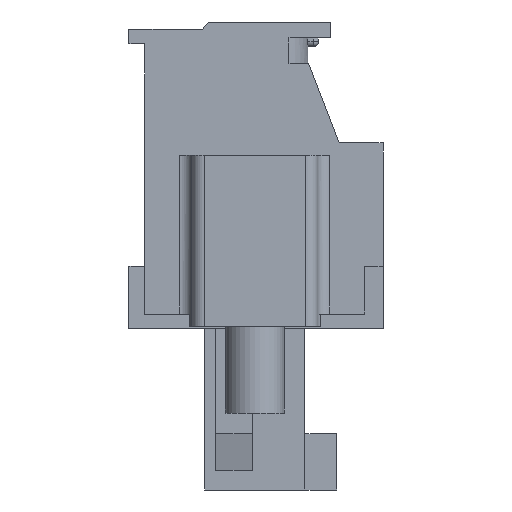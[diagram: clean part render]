
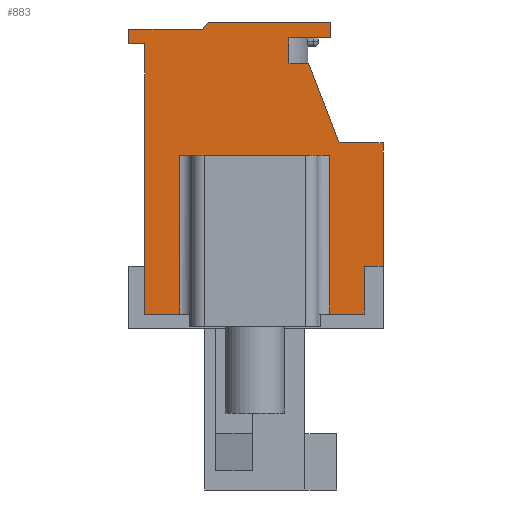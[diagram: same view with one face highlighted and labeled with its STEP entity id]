
A CAD part, left-side view. The second image highlights one B-rep face of the part: STEP entity #883.
In plain terms, the highlighted planar face has unit normal (-1, 0, 0).
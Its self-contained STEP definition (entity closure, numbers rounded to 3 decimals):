
#883 = ADVANCED_FACE( '', ( #1904 ), #1905, .T. );
#1904 = FACE_OUTER_BOUND( '', #3124, .T. );
#1905 = PLANE( '', #3125 );
#3124 = EDGE_LOOP( '', ( #5321, #5322, #5323, #5324, #5325, #5326, #5327, #5328, #5329, #5330, #5331, #5332, #5333, #5334, #5335, #5336, #5337, #5338, #5339, #5340 ) );
#3125 = AXIS2_PLACEMENT_3D( '', #5341, #5342, #5343 );
#5321 = ORIENTED_EDGE( '', *, *, #8263, .F. );
#5322 = ORIENTED_EDGE( '', *, *, #8264, .T. );
#5323 = ORIENTED_EDGE( '', *, *, #8265, .T. );
#5324 = ORIENTED_EDGE( '', *, *, #8266, .T. );
#5325 = ORIENTED_EDGE( '', *, *, #8024, .T. );
#5326 = ORIENTED_EDGE( '', *, *, #8267, .T. );
#5327 = ORIENTED_EDGE( '', *, *, #8268, .T. );
#5328 = ORIENTED_EDGE( '', *, *, #7767, .T. );
#5329 = ORIENTED_EDGE( '', *, *, #8269, .F. );
#5330 = ORIENTED_EDGE( '', *, *, #7955, .T. );
#5331 = ORIENTED_EDGE( '', *, *, #8122, .T. );
#5332 = ORIENTED_EDGE( '', *, *, #8270, .T. );
#5333 = ORIENTED_EDGE( '', *, *, #8055, .T. );
#5334 = ORIENTED_EDGE( '', *, *, #8162, .T. );
#5335 = ORIENTED_EDGE( '', *, *, #7966, .T. );
#5336 = ORIENTED_EDGE( '', *, *, #8160, .T. );
#5337 = ORIENTED_EDGE( '', *, *, #7729, .T. );
#5338 = ORIENTED_EDGE( '', *, *, #8271, .T. );
#5339 = ORIENTED_EDGE( '', *, *, #8272, .T. );
#5340 = ORIENTED_EDGE( '', *, *, #8273, .T. );
#5341 = CARTESIAN_POINT( '', ( -3.81, 0., 0. ) );
#5342 = DIRECTION( '', ( -1., 0., 0. ) );
#5343 = DIRECTION( '', ( 0., 0., 1. ) );
#7729 = EDGE_CURVE( '', #9376, #9377, #9378, .T. );
#7767 = EDGE_CURVE( '', #9438, #9439, #9440, .T. );
#7955 = EDGE_CURVE( '', #9747, #9745, #9748, .T. );
#7966 = EDGE_CURVE( '', #9763, #9764, #9765, .T. );
#8024 = EDGE_CURVE( '', #9857, #9855, #9858, .T. );
#8055 = EDGE_CURVE( '', #9903, #9904, #9905, .T. );
#8122 = EDGE_CURVE( '', #9745, #10004, #10006, .T. );
#8160 = EDGE_CURVE( '', #9764, #9376, #10067, .T. );
#8162 = EDGE_CURVE( '', #9904, #9763, #10069, .T. );
#8263 = EDGE_CURVE( '', #10221, #10222, #10223, .T. );
#8264 = EDGE_CURVE( '', #10221, #10224, #10225, .F. );
#8265 = EDGE_CURVE( '', #10224, #10226, #10227, .T. );
#8266 = EDGE_CURVE( '', #10226, #9857, #10228, .T. );
#8267 = EDGE_CURVE( '', #9855, #10229, #10230, .T. );
#8268 = EDGE_CURVE( '', #10229, #9438, #10231, .T. );
#8269 = EDGE_CURVE( '', #9747, #9439, #10232, .T. );
#8270 = EDGE_CURVE( '', #10004, #9903, #10233, .T. );
#8271 = EDGE_CURVE( '', #9377, #10234, #10235, .T. );
#8272 = EDGE_CURVE( '', #10234, #10236, #10237, .T. );
#8273 = EDGE_CURVE( '', #10236, #10222, #10238, .T. );
#9376 = VERTEX_POINT( '', #11695 );
#9377 = VERTEX_POINT( '', #11696 );
#9378 = LINE( '', #11697, #11698 );
#9438 = VERTEX_POINT( '', #11784 );
#9439 = VERTEX_POINT( '', #11785 );
#9440 = LINE( '', #11786, #11787 );
#9745 = VERTEX_POINT( '', #12252 );
#9747 = VERTEX_POINT( '', #12255 );
#9748 = LINE( '', #12256, #12257 );
#9763 = VERTEX_POINT( '', #12279 );
#9764 = VERTEX_POINT( '', #12280 );
#9765 = LINE( '', #12281, #12282 );
#9855 = VERTEX_POINT( '', #12414 );
#9857 = VERTEX_POINT( '', #12417 );
#9858 = LINE( '', #12418, #12419 );
#9903 = VERTEX_POINT( '', #12480 );
#9904 = VERTEX_POINT( '', #12481 );
#9905 = LINE( '', #12482, #12483 );
#10004 = VERTEX_POINT( '', #12635 );
#10006 = LINE( '', #12638, #12639 );
#10067 = LINE( '', #12727, #12728 );
#10069 = LINE( '', #12730, #12731 );
#10221 = VERTEX_POINT( '', #12954 );
#10222 = VERTEX_POINT( '', #12955 );
#10223 = LINE( '', #12956, #12957 );
#10224 = VERTEX_POINT( '', #12958 );
#10225 = LINE( '', #12959, #12960 );
#10226 = VERTEX_POINT( '', #12961 );
#10227 = LINE( '', #12962, #12963 );
#10228 = LINE( '', #12964, #12965 );
#10229 = VERTEX_POINT( '', #12966 );
#10230 = LINE( '', #12967, #12968 );
#10231 = LINE( '', #12969, #12970 );
#10232 = LINE( '', #12971, #12972 );
#10233 = LINE( '', #12973, #12974 );
#10234 = VERTEX_POINT( '', #12975 );
#10235 = LINE( '', #12976, #12977 );
#10236 = VERTEX_POINT( '', #12978 );
#10237 = LINE( '', #12979, #12980 );
#10238 = LINE( '', #12981, #12982 );
#11695 = CARTESIAN_POINT( '', ( -3.81, 5.15, 5.525 ) );
#11696 = CARTESIAN_POINT( '', ( -3.81, 4.5, 5.525 ) );
#11697 = CARTESIAN_POINT( '', ( -3.81, 5.15, 5.525 ) );
#11698 = VECTOR( '', #14381, 1000. );
#11784 = CARTESIAN_POINT( '', ( -3.81, -3.45, 1.475 ) );
#11785 = CARTESIAN_POINT( '', ( -3.81, -2.2, 4.725 ) );
#11786 = CARTESIAN_POINT( '', ( -3.81, -3.45, 1.475 ) );
#11787 = VECTOR( '', #14417, 1000. );
#12252 = CARTESIAN_POINT( '', ( -3.81, -1.4, 5.775 ) );
#12255 = CARTESIAN_POINT( '', ( -3.81, -1.4, 4.725 ) );
#12256 = CARTESIAN_POINT( '', ( -3.81, -1.4, 4.725 ) );
#12257 = VECTOR( '', #14603, 1000. );
#12279 = CARTESIAN_POINT( '', ( -3.81, 2.153, 6.125 ) );
#12280 = CARTESIAN_POINT( '', ( -3.81, 5.15, 6.125 ) );
#12281 = CARTESIAN_POINT( '', ( -3.81, 2.153, 6.125 ) );
#12282 = VECTOR( '', #14611, 1000. );
#12414 = CARTESIAN_POINT( '', ( -3.81, -5.25, -3.575 ) );
#12417 = CARTESIAN_POINT( '', ( -3.81, -4.5, -3.575 ) );
#12418 = CARTESIAN_POINT( '', ( -3.81, -4.5, -3.575 ) );
#12419 = VECTOR( '', #14670, 1000. );
#12480 = CARTESIAN_POINT( '', ( -3.81, -3.1, 6.425 ) );
#12481 = CARTESIAN_POINT( '', ( -3.81, 1.9, 6.425 ) );
#12482 = CARTESIAN_POINT( '', ( -3.81, -3.1, 6.425 ) );
#12483 = VECTOR( '', #14706, 1000. );
#12635 = CARTESIAN_POINT( '', ( -3.81, -3.1, 5.775 ) );
#12638 = CARTESIAN_POINT( '', ( -3.81, -2.2, 5.775 ) );
#12639 = VECTOR( '', #14778, 1000. );
#12727 = CARTESIAN_POINT( '', ( -3.81, 5.15, 6.125 ) );
#12728 = VECTOR( '', #14821, 1000. );
#12730 = CARTESIAN_POINT( '', ( -3.81, 1.9, 6.425 ) );
#12731 = VECTOR( '', #14822, 1000. );
#12954 = CARTESIAN_POINT( '', ( -3.81, -3.075, 0.975 ) );
#12955 = CARTESIAN_POINT( '', ( -3.81, 3.075, 0.975 ) );
#12956 = CARTESIAN_POINT( '', ( -3.81, -2.575, 0.975 ) );
#12957 = VECTOR( '', #14912, 1000. );
#12958 = CARTESIAN_POINT( '', ( -3.81, -3.075, -5.525 ) );
#12959 = CARTESIAN_POINT( '', ( -3.81, -3.075, -5.525 ) );
#12960 = VECTOR( '', #14913, 1000. );
#12961 = CARTESIAN_POINT( '', ( -3.81, -4.5, -5.525 ) );
#12962 = CARTESIAN_POINT( '', ( -3.81, 4.5, -5.525 ) );
#12963 = VECTOR( '', #14914, 1000. );
#12964 = CARTESIAN_POINT( '', ( -3.81, -4.5, -5.525 ) );
#12965 = VECTOR( '', #14915, 1000. );
#12966 = CARTESIAN_POINT( '', ( -3.81, -5.25, 1.475 ) );
#12967 = CARTESIAN_POINT( '', ( -3.81, -5.25, -3.575 ) );
#12968 = VECTOR( '', #14916, 1000. );
#12969 = CARTESIAN_POINT( '', ( -3.81, -5.25, 1.475 ) );
#12970 = VECTOR( '', #14917, 1000. );
#12971 = CARTESIAN_POINT( '', ( -3.81, -1.4, 4.725 ) );
#12972 = VECTOR( '', #14918, 1000. );
#12973 = CARTESIAN_POINT( '', ( -3.81, -3.1, 5.775 ) );
#12974 = VECTOR( '', #14919, 1000. );
#12975 = CARTESIAN_POINT( '', ( -3.81, 4.5, -5.525 ) );
#12976 = CARTESIAN_POINT( '', ( -3.81, 4.5, 5.525 ) );
#12977 = VECTOR( '', #14920, 1000. );
#12978 = CARTESIAN_POINT( '', ( -3.81, 3.075, -5.525 ) );
#12979 = CARTESIAN_POINT( '', ( -3.81, 4.5, -5.525 ) );
#12980 = VECTOR( '', #14921, 1000. );
#12981 = CARTESIAN_POINT( '', ( -3.81, 3.075, 0. ) );
#12982 = VECTOR( '', #14922, 1000. );
#14381 = DIRECTION( '', ( 0., -1., 0. ) );
#14417 = DIRECTION( '', ( 0., 0.359, 0.933 ) );
#14603 = DIRECTION( '', ( 0., 0., 1. ) );
#14611 = DIRECTION( '', ( 0., 1., 0. ) );
#14670 = DIRECTION( '', ( 0., -1., 0. ) );
#14706 = DIRECTION( '', ( 0., 1., 0. ) );
#14778 = DIRECTION( '', ( 0., -1., 0. ) );
#14821 = DIRECTION( '', ( 0., 0., -1. ) );
#14822 = DIRECTION( '', ( 0., 0.644, -0.765 ) );
#14912 = DIRECTION( '', ( 0., 1., 0. ) );
#14913 = DIRECTION( '', ( 0., 0., 1. ) );
#14914 = DIRECTION( '', ( 0., -1., 0. ) );
#14915 = DIRECTION( '', ( 0., 0., 1. ) );
#14916 = DIRECTION( '', ( 0., 0., 1. ) );
#14917 = DIRECTION( '', ( 0., 1., 0. ) );
#14918 = DIRECTION( '', ( 0., -1., 0. ) );
#14919 = DIRECTION( '', ( 0., 0., 1. ) );
#14920 = DIRECTION( '', ( 0., 0., -1. ) );
#14921 = DIRECTION( '', ( 0., -1., 0. ) );
#14922 = DIRECTION( '', ( 0., 0., 1. ) );
